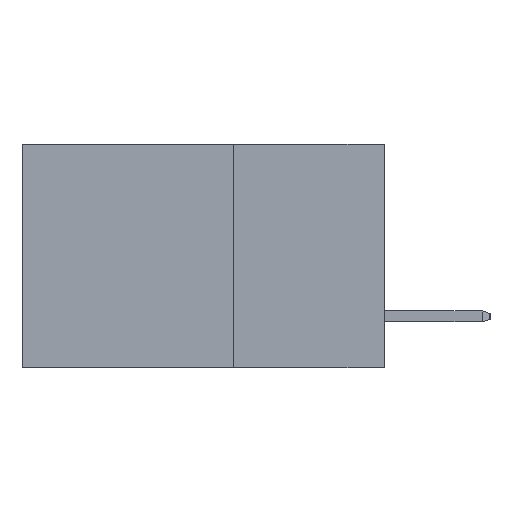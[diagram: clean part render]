
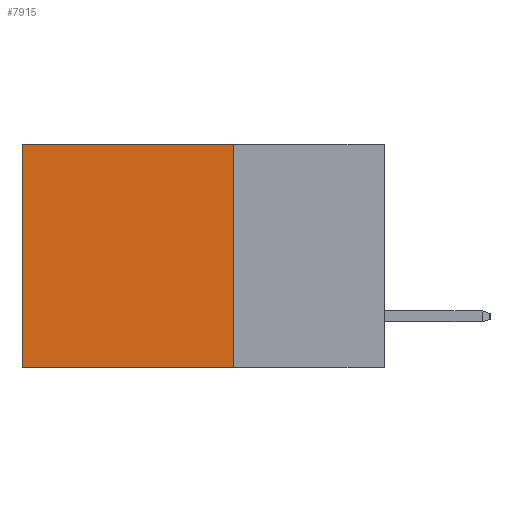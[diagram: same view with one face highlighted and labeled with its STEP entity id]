
A CAD part, left-side view. The second image highlights one B-rep face of the part: STEP entity #7915.
In plain terms, the highlighted planar face has unit normal (-1, 0, 0).
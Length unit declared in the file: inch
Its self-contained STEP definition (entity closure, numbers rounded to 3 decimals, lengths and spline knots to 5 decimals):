
#532 = LINE ( 'NONE', #5532, #8680 ) ;
#746 = LINE ( 'NONE', #4492, #6736 ) ;
#781 = EDGE_LOOP ( 'NONE', ( #971, #9071, #2693, #6617 ) ) ;
#971 = ORIENTED_EDGE ( 'NONE', *, *, #4726, .T. ) ;
#1784 = CARTESIAN_POINT ( 'NONE',  ( 0.2615, 0.25, -0.37 ) ) ;
#2020 = LINE ( 'NONE', #2056, #5897 ) ;
#2056 = CARTESIAN_POINT ( 'NONE',  ( 0.2615, 0.25, -0.37 ) ) ;
#2100 = DIRECTION ( 'NONE',  ( 0., 1., 0. ) ) ;
#2284 = VERTEX_POINT ( 'NONE', #5677 ) ;
#2571 = EDGE_CURVE ( 'NONE', #4695, #2284, #746, .T. ) ;
#2693 = ORIENTED_EDGE ( 'NONE', *, *, #8117, .F. ) ;
#3280 = VECTOR ( 'NONE', #9310, 39.37008 ) ;
#3653 = VERTEX_POINT ( 'NONE', #4661 ) ;
#4207 = DIRECTION ( 'NONE',  ( 1., 0., 0. ) ) ;
#4225 = CARTESIAN_POINT ( 'NONE',  ( 0.2615, 0.25, -0.37 ) ) ;
#4492 = CARTESIAN_POINT ( 'NONE',  ( 0.2615, 0.25, 0. ) ) ;
#4661 = CARTESIAN_POINT ( 'NONE',  ( 0.2615, 0.25, -0.37 ) ) ;
#4695 = VERTEX_POINT ( 'NONE', #5709 ) ;
#4726 = EDGE_CURVE ( 'NONE', #2284, #6382, #532, .T. ) ;
#5510 = DIRECTION ( 'NONE',  ( 0., 0., -1. ) ) ;
#5532 = CARTESIAN_POINT ( 'NONE',  ( 0.2615, 0.6, -0.37 ) ) ;
#5541 = FACE_OUTER_BOUND ( 'NONE', #781, .T. ) ;
#5677 = CARTESIAN_POINT ( 'NONE',  ( 0.2615, 0.6, 0. ) ) ;
#5709 = CARTESIAN_POINT ( 'NONE',  ( 0.2615, 0.25, 0. ) ) ;
#5897 = VECTOR ( 'NONE', #8118, 39.37008 ) ;
#6382 = VERTEX_POINT ( 'NONE', #8291 ) ;
#6401 = PLANE ( 'NONE',  #8299 ) ;
#6617 = ORIENTED_EDGE ( 'NONE', *, *, #2571, .T. ) ;
#6736 = VECTOR ( 'NONE', #2100, 39.37008 ) ;
#7040 = LINE ( 'NONE', #4225, #3280 ) ;
#7915 = ADVANCED_FACE ( 'NONE', ( #5541 ), #6401, .F. ) ;
#8117 = EDGE_CURVE ( 'NONE', #4695, #3653, #2020, .T. ) ;
#8118 = DIRECTION ( 'NONE',  ( 0., 0., -1. ) ) ;
#8291 = CARTESIAN_POINT ( 'NONE',  ( 0.2615, 0.6, -0.37 ) ) ;
#8299 = AXIS2_PLACEMENT_3D ( 'NONE', #1784, #4207, #9288 ) ;
#8680 = VECTOR ( 'NONE', #5510, 39.37008 ) ;
#8939 = EDGE_CURVE ( 'NONE', #3653, #6382, #7040, .T. ) ;
#9071 = ORIENTED_EDGE ( 'NONE', *, *, #8939, .F. ) ;
#9288 = DIRECTION ( 'NONE',  ( 0., 0., -1. ) ) ;
#9310 = DIRECTION ( 'NONE',  ( 0., 1., 0. ) ) ;
